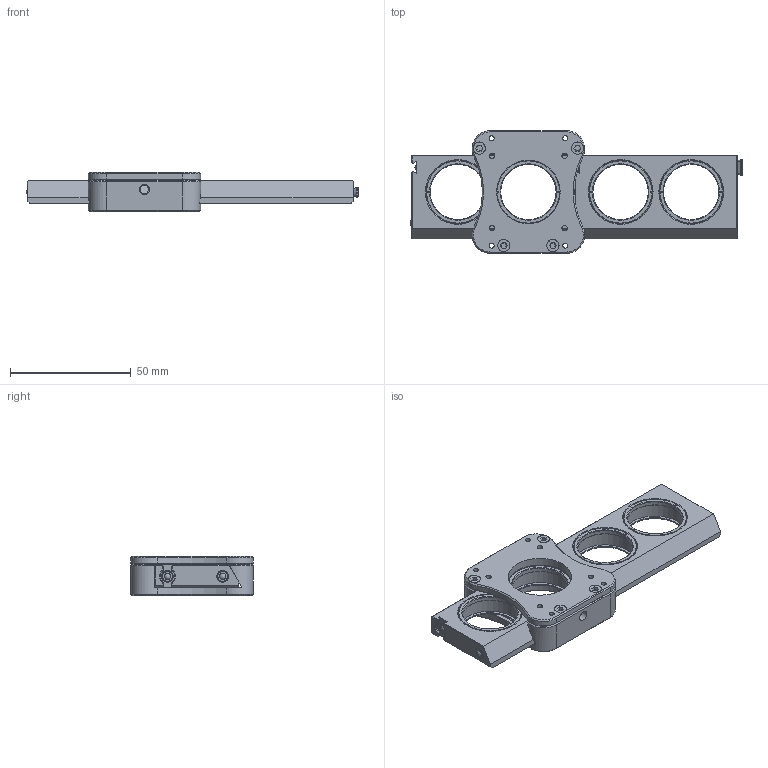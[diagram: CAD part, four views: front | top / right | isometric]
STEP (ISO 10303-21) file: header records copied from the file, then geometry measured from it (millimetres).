
FILE_DESCRIPTION(/* description */ (''),/* implementation_level */ '2;1');
FILE_NAME(/* name */ 'CFS1-Step.step',/* time_stamp */ '2024-06-17T21:31:51-04:00',/* author */ (''),/* organization */ (''),/* preprocessor_version */ 'ST-DEVELOPER v20',/* originating_system */ 'Autodesk Translation Framework v12.20.1.177',/* authorisation */ '');
FILE_SCHEMA (('AUTOMOTIVE_DESIGN { 1 0 10303 214 3 1 1 }'));
Products named in the file (1): CFS1-Step
Bounding box: 137.45 x 50.8 x 16.26 mm (x, y, z)
Volume: 38560.7 mm3; surface area: 27473.1 mm2
Topology: 26 solids, 26 shells, 1468 faces, 3749 edges, 2422 vertices
Faces by surface type: plane 811, bspline 308, cylinder 166, cone 164, torus 12, sphere 7
Full cylindrical faces by diameter (mm): 1.778 x4, 2.05 x4, 2.184 x4, 2.238 x5, 2.261 x8, 2.381 x1, 2.441 x12, 2.667 x4, 3.048 x3, 3.134 x16, 3.175 x4, 3.302 x3, 3.454 x5, 3.988 x4, 4 x4, 4.166 x9, 4.572 x4, 4.699 x4, 4.826 x4, 22.911 x4, 24.13 x4, 26.289 x10
Entity records: 59052 total; most frequent: CARTESIAN_POINT 24260, ORIENTED_EDGE 7440, DIRECTION 5722, EDGE_CURVE 3720, VERTEX_POINT 2422, LINE 2356, VECTOR 2356, AXIS2_PLACEMENT_3D 1683
